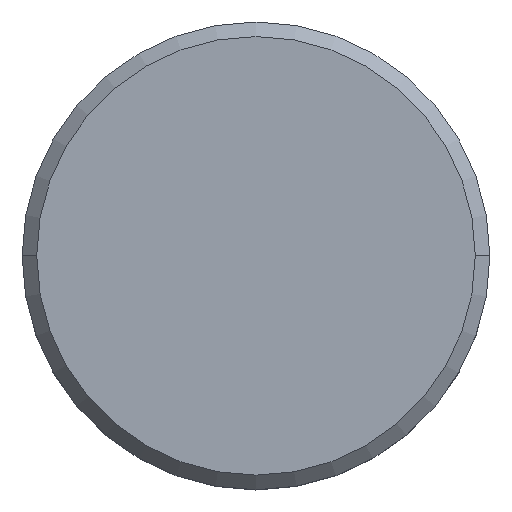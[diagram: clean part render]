
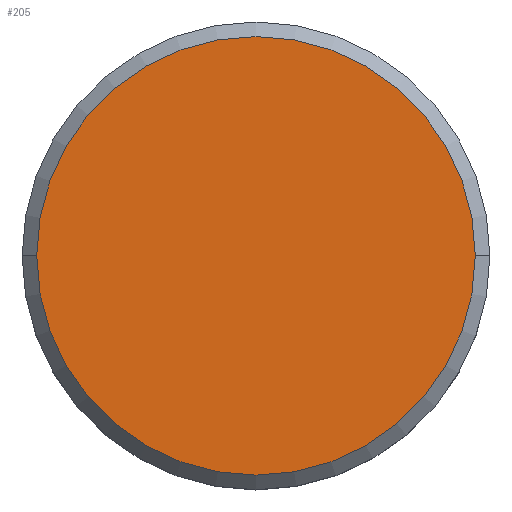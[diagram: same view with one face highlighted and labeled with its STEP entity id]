
A CAD part, top view. The second image highlights one B-rep face of the part: STEP entity #205.
In plain terms, the highlighted planar face has unit normal (0, 0, 1).
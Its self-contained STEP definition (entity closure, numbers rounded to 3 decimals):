
#14 = VERTEX_POINT ( 'NONE', #240 ) ;
#82 = CARTESIAN_POINT ( 'NONE',  ( 0., 0., 0. ) ) ;
#117 = DIRECTION ( 'NONE',  ( 1., 0., 0. ) ) ;
#127 = CARTESIAN_POINT ( 'NONE',  ( -7.5, 0., 0. ) ) ;
#183 = EDGE_CURVE ( 'NONE', #14, #756, #577, .T. ) ;
#205 = ADVANCED_FACE ( 'NONE', ( #871 ), #540, .T. ) ;
#240 = CARTESIAN_POINT ( 'NONE',  ( 7.5, 0., 0. ) ) ;
#430 = ORIENTED_EDGE ( 'NONE', *, *, #183, .T. ) ;
#439 = AXIS2_PLACEMENT_3D ( 'NONE', #82, #990, #578 ) ;
#540 = PLANE ( 'NONE',  #555 ) ;
#555 = AXIS2_PLACEMENT_3D ( 'NONE', #949, #862, #117 ) ;
#577 = CIRCLE ( 'NONE', #847, 7.5 ) ;
#578 = DIRECTION ( 'NONE',  ( 1., 0., 0. ) ) ;
#603 = EDGE_CURVE ( 'NONE', #756, #14, #866, .T. ) ;
#622 = EDGE_LOOP ( 'NONE', ( #971, #430 ) ) ;
#634 = CARTESIAN_POINT ( 'NONE',  ( 0., 0., 0. ) ) ;
#639 = DIRECTION ( 'NONE',  ( 0., 0., 1. ) ) ;
#756 = VERTEX_POINT ( 'NONE', #127 ) ;
#847 = AXIS2_PLACEMENT_3D ( 'NONE', #634, #639, #954 ) ;
#862 = DIRECTION ( 'NONE',  ( 0., 0., 1. ) ) ;
#866 = CIRCLE ( 'NONE', #439, 7.5 ) ;
#871 = FACE_OUTER_BOUND ( 'NONE', #622, .T. ) ;
#949 = CARTESIAN_POINT ( 'NONE',  ( 0., 0., 0. ) ) ;
#954 = DIRECTION ( 'NONE',  ( 1., 0., 0. ) ) ;
#971 = ORIENTED_EDGE ( 'NONE', *, *, #603, .T. ) ;
#990 = DIRECTION ( 'NONE',  ( 0., 0., 1. ) ) ;
